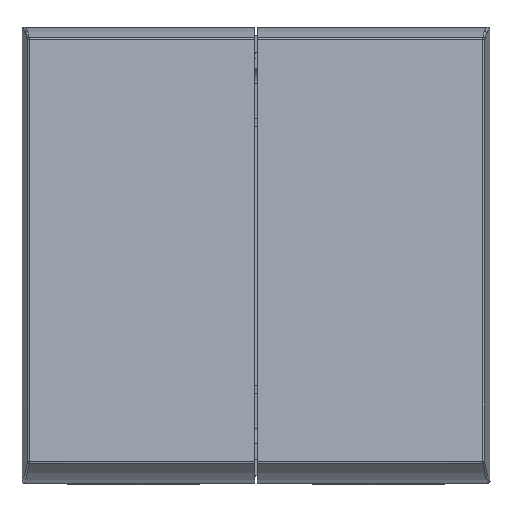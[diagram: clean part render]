
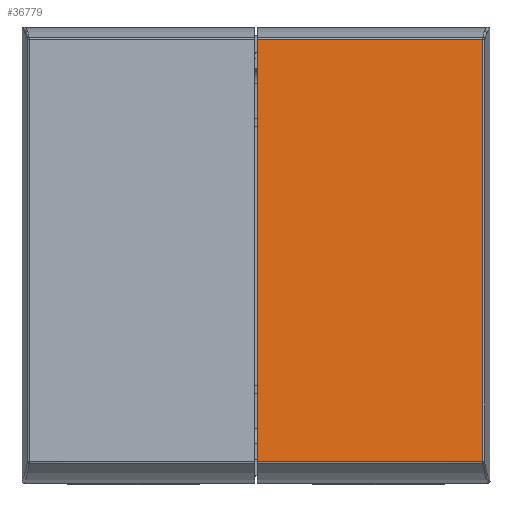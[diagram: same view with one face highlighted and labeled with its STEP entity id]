
A CAD part, front view. The second image highlights one B-rep face of the part: STEP entity #36779.
In plain terms, the highlighted planar face has unit normal (0, -0.997, 0.079).
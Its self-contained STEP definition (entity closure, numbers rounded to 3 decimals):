
#2189 = VECTOR ( 'NONE', #26031, 1000. ) ;
#3397 = ORIENTED_EDGE ( 'NONE', *, *, #21609, .F. ) ;
#4798 = LINE ( 'NONE', #13022, #26887 ) ;
#5142 = DIRECTION ( 'NONE',  ( 0., 0.997, -0.079 ) ) ;
#5241 = EDGE_CURVE ( 'NONE', #18980, #33319, #18206, .T. ) ;
#6195 = CARTESIAN_POINT ( 'NONE',  ( 0.1, -6.308, 21.346 ) ) ;
#7665 = DIRECTION ( 'NONE',  ( -1., 0., 0. ) ) ;
#7849 = AXIS2_PLACEMENT_3D ( 'NONE', #26282, #5142, #32345 ) ;
#8300 = EDGE_LOOP ( 'NONE', ( #10935, #3397, #27840, #13362 ) ) ;
#9900 = CARTESIAN_POINT ( 'NONE',  ( 22.317, -9.603, -20.399 ) ) ;
#10935 = ORIENTED_EDGE ( 'NONE', *, *, #11890, .T. ) ;
#11890 = EDGE_CURVE ( 'NONE', #17250, #22235, #18108, .T. ) ;
#13022 = CARTESIAN_POINT ( 'NONE',  ( 0.1, -10.337, -29.695 ) ) ;
#13150 = DIRECTION ( 'NONE',  ( 0., 0.079, 0.997 ) ) ;
#13362 = ORIENTED_EDGE ( 'NONE', *, *, #23974, .T. ) ;
#13736 = CARTESIAN_POINT ( 'NONE',  ( 22.5, -6.308, 21.346 ) ) ;
#15929 = DIRECTION ( 'NONE',  ( 0., 0.079, 0.997 ) ) ;
#17250 = VERTEX_POINT ( 'NONE', #30031 ) ;
#18108 = LINE ( 'NONE', #13736, #26047 ) ;
#18206 = LINE ( 'NONE', #25950, #2189 ) ;
#18980 = VERTEX_POINT ( 'NONE', #27432 ) ;
#20062 = CARTESIAN_POINT ( 'NONE',  ( 22.317, -9.593, -20.273 ) ) ;
#21119 = VECTOR ( 'NONE', #15929, 1000. ) ;
#21609 = EDGE_CURVE ( 'NONE', #18980, #22235, #4798, .T. ) ;
#22235 = VERTEX_POINT ( 'NONE', #6195 ) ;
#23974 = EDGE_CURVE ( 'NONE', #33319, #17250, #29045, .T. ) ;
#25950 = CARTESIAN_POINT ( 'NONE',  ( 22.5, -9.593, -20.273 ) ) ;
#26031 = DIRECTION ( 'NONE',  ( 1., 0., 0. ) ) ;
#26047 = VECTOR ( 'NONE', #7665, 1000. ) ;
#26282 = CARTESIAN_POINT ( 'NONE',  ( 22.5, -9.603, -20.399 ) ) ;
#26887 = VECTOR ( 'NONE', #13150, 1000. ) ;
#27432 = CARTESIAN_POINT ( 'NONE',  ( 0.1, -9.593, -20.273 ) ) ;
#27840 = ORIENTED_EDGE ( 'NONE', *, *, #5241, .T. ) ;
#29045 = LINE ( 'NONE', #9900, #21119 ) ;
#29287 = PLANE ( 'NONE',  #7849 ) ;
#30031 = CARTESIAN_POINT ( 'NONE',  ( 22.317, -6.308, 21.346 ) ) ;
#32345 = DIRECTION ( 'NONE',  ( 0., 0.079, 0.997 ) ) ;
#33319 = VERTEX_POINT ( 'NONE', #20062 ) ;
#36779 = ADVANCED_FACE ( 'NONE', ( #37367 ), #29287, .F. ) ;
#37367 = FACE_OUTER_BOUND ( 'NONE', #8300, .T. ) ;
